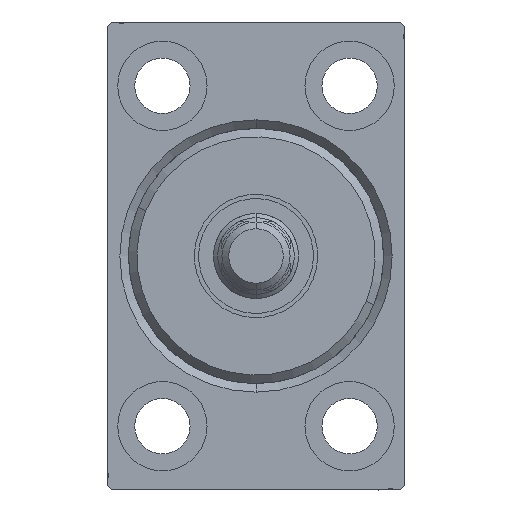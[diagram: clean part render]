
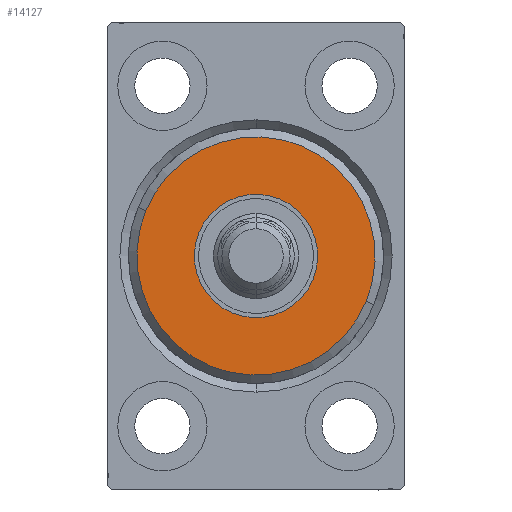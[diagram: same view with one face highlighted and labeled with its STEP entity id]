
A CAD part, left-side view. The second image highlights one B-rep face of the part: STEP entity #14127.
In plain terms, the highlighted face is planar.
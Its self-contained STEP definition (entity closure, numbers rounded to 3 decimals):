
#395 = DIRECTION ( 'NONE',  ( 1., 0., 0. ) ) ;
#634 = DIRECTION ( 'NONE',  ( 1., 0., 0. ) ) ;
#666 = DIRECTION ( 'NONE',  ( 0., 0., -1. ) ) ;
#1009 = VERTEX_POINT ( 'NONE', #24834 ) ;
#1137 = DIRECTION ( 'NONE',  ( 0., 0., -1. ) ) ;
#1493 = CIRCLE ( 'NONE', #38718, 14. ) ;
#2754 = CIRCLE ( 'NONE', #9198, 7.25 ) ;
#3392 = AXIS2_PLACEMENT_3D ( 'NONE', #37088, #31476, #20952 ) ;
#4506 = PLANE ( 'NONE',  #20103 ) ;
#4635 = CARTESIAN_POINT ( 'NONE',  ( 3., 0., -14. ) ) ;
#6091 = VERTEX_POINT ( 'NONE', #4635 ) ;
#6571 = EDGE_LOOP ( 'NONE', ( #21724, #33299 ) ) ;
#9198 = AXIS2_PLACEMENT_3D ( 'NONE', #13856, #395, #10272 ) ;
#9271 = CARTESIAN_POINT ( 'NONE',  ( 3., 0., -7.25 ) ) ;
#10272 = DIRECTION ( 'NONE',  ( 0., 0., -1. ) ) ;
#11152 = VERTEX_POINT ( 'NONE', #9271 ) ;
#13856 = CARTESIAN_POINT ( 'NONE',  ( 3., 0., 0. ) ) ;
#13973 = EDGE_LOOP ( 'NONE', ( #19851, #20596 ) ) ;
#14106 = CARTESIAN_POINT ( 'NONE',  ( 3., 0., 0. ) ) ;
#14127 = ADVANCED_FACE ( 'NONE', ( #24905, #35224 ), #4506, .T. ) ;
#16012 = AXIS2_PLACEMENT_3D ( 'NONE', #14106, #634, #27764 ) ;
#17061 = EDGE_CURVE ( 'NONE', #1009, #6091, #1493, .T. ) ;
#18195 = CARTESIAN_POINT ( 'NONE',  ( 3., 0., 0. ) ) ;
#18423 = CIRCLE ( 'NONE', #3392, 7.25 ) ;
#19851 = ORIENTED_EDGE ( 'NONE', *, *, #17061, .T. ) ;
#20103 = AXIS2_PLACEMENT_3D ( 'NONE', #18195, #31851, #1137 ) ;
#20596 = ORIENTED_EDGE ( 'NONE', *, *, #25805, .T. ) ;
#20636 = CARTESIAN_POINT ( 'NONE',  ( 3., 0., 0. ) ) ;
#20952 = DIRECTION ( 'NONE',  ( 0., 0., -1. ) ) ;
#21724 = ORIENTED_EDGE ( 'NONE', *, *, #43590, .F. ) ;
#24834 = CARTESIAN_POINT ( 'NONE',  ( 3., 0., 14. ) ) ;
#24905 = FACE_OUTER_BOUND ( 'NONE', #13973, .T. ) ;
#25805 = EDGE_CURVE ( 'NONE', #6091, #1009, #27488, .T. ) ;
#27488 = CIRCLE ( 'NONE', #16012, 14. ) ;
#27764 = DIRECTION ( 'NONE',  ( 0., 0., -1. ) ) ;
#28114 = VERTEX_POINT ( 'NONE', #28302 ) ;
#28302 = CARTESIAN_POINT ( 'NONE',  ( 3., 0., 7.25 ) ) ;
#31387 = DIRECTION ( 'NONE',  ( 1., 0., 0. ) ) ;
#31476 = DIRECTION ( 'NONE',  ( 1., 0., 0. ) ) ;
#31851 = DIRECTION ( 'NONE',  ( 1., 0., 0. ) ) ;
#33299 = ORIENTED_EDGE ( 'NONE', *, *, #40886, .F. ) ;
#35224 = FACE_BOUND ( 'NONE', #6571, .T. ) ;
#37088 = CARTESIAN_POINT ( 'NONE',  ( 3., 0., 0. ) ) ;
#38718 = AXIS2_PLACEMENT_3D ( 'NONE', #20636, #31387, #666 ) ;
#40886 = EDGE_CURVE ( 'NONE', #28114, #11152, #18423, .T. ) ;
#43590 = EDGE_CURVE ( 'NONE', #11152, #28114, #2754, .T. ) ;
